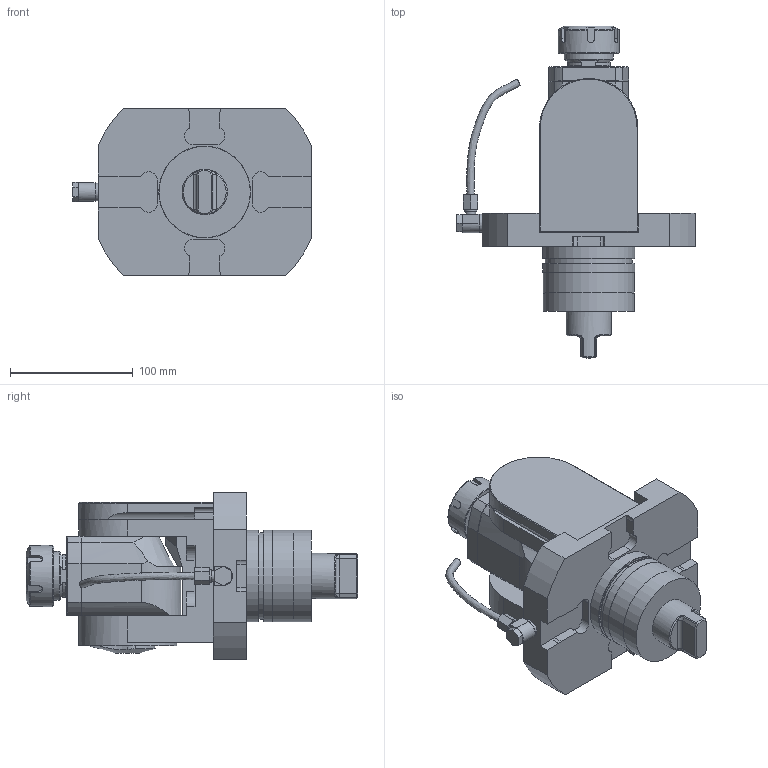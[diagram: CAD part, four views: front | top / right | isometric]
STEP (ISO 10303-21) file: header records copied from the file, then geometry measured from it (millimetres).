
FILE_DESCRIPTION (( 'STEP AP214' ), '1' );
FILE_NAME ('ROPPH32131UNZ75.STEP', '2025-10-06T08:05:23', ( '' ), ( '' ), 'SwSTEP 2.0', 'SolidWorks 2023', '' );
FILE_SCHEMA (( 'AUTOMOTIVE_DESIGN' ));
Length unit declared in the file: millimetre
Products named in the file (1): ROPPH32131UNZ75
Bounding box: 194.7 x 270.91 x 136 mm (x, y, z)
Volume: 1755214.9 mm3; surface area: 151798.2 mm2
Topology: 1 solids, 1 shells, 625 faces, 1661 edges, 1081 vertices
Faces by surface type: plane 394, cylinder 106, bspline 84, cone 26, torus 15
Full cylindrical faces by diameter (mm): 1.7 x1, 2.1 x1, 6.366 x1, 8.2 x1, 9.8 x1, 14.5 x1, 37 x1, 40 x1, 50 x1, 70.9 x1, 74.5 x2, 74.9 x2, 80 x1
Entity records: 28247 total; most frequent: CARTESIAN_POINT 10108, ORIENTED_EDGE 3252, DIRECTION 2700, EDGE_CURVE 1626, VECTOR 1088, LINE 1088, VERTEX_POINT 1071, AXIS2_PLACEMENT_3D 806
